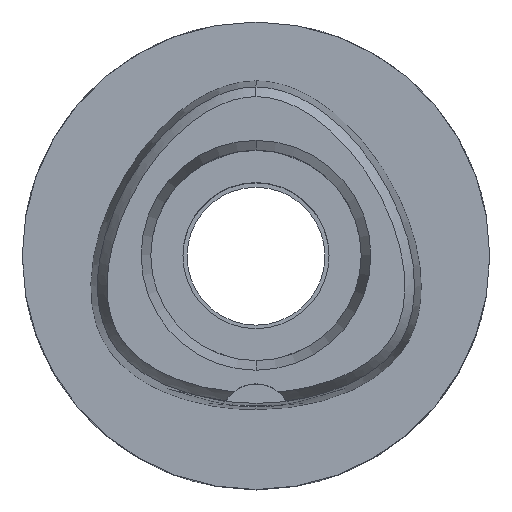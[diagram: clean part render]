
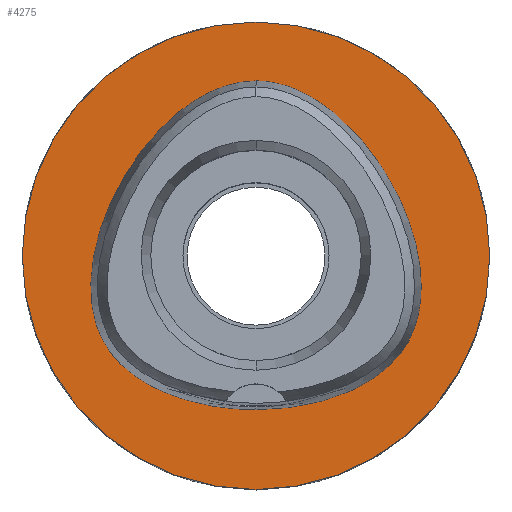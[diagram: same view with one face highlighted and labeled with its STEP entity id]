
A CAD part, top view. The second image highlights one B-rep face of the part: STEP entity #4275.
In plain terms, the highlighted planar face has unit normal (0, 0, 1).
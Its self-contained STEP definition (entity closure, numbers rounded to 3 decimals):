
#43 = FACE_OUTER_BOUND ( 'NONE', #574, .T. ) ;
#73 = CARTESIAN_POINT ( 'NONE',  ( 0., -13.163, 0. ) ) ;
#280 = CARTESIAN_POINT ( 'NONE',  ( -7.162, -12.032, 0. ) ) ;
#295 = DIRECTION ( 'NONE',  ( 0., -1., 0. ) ) ;
#305 = CARTESIAN_POINT ( 'NONE',  ( -9.171, 9.964, 0. ) ) ;
#328 = CARTESIAN_POINT ( 'NONE',  ( 0., 14.963, 0. ) ) ;
#332 = EDGE_CURVE ( 'NONE', #2334, #4506, #4452, .T. ) ;
#333 = CARTESIAN_POINT ( 'NONE',  ( 12.971, -7.489, 0. ) ) ;
#355 = CARTESIAN_POINT ( 'NONE',  ( 13.738, -5.737, 0. ) ) ;
#393 = CARTESIAN_POINT ( 'NONE',  ( 3.782, 14.194, 0. ) ) ;
#541 = AXIS2_PLACEMENT_3D ( 'NONE', #2586, #1479, #807 ) ;
#574 = EDGE_LOOP ( 'NONE', ( #1365, #2173 ) ) ;
#655 = CARTESIAN_POINT ( 'NONE',  ( 0., 0., 0. ) ) ;
#685 = CARTESIAN_POINT ( 'NONE',  ( -1.632, 14.847, 0. ) ) ;
#729 = CARTESIAN_POINT ( 'NONE',  ( 7.162, -12.032, 0. ) ) ;
#745 = EDGE_CURVE ( 'NONE', #847, #2729, #1385, .T. ) ;
#807 = DIRECTION ( 'NONE',  ( 0., 1., 0. ) ) ;
#847 = VERTEX_POINT ( 'NONE', #73 ) ;
#1031 = CARTESIAN_POINT ( 'NONE',  ( 0., -13.163, 0. ) ) ;
#1100 = CARTESIAN_POINT ( 'NONE',  ( 0.544, 14.963, 0. ) ) ;
#1289 = CARTESIAN_POINT ( 'NONE',  ( 0., 14.963, 0. ) ) ;
#1365 = ORIENTED_EDGE ( 'NONE', *, *, #3435, .F. ) ;
#1370 = CARTESIAN_POINT ( 'NONE',  ( 0., 14.963, 0. ) ) ;
#1385 = B_SPLINE_CURVE_WITH_KNOTS ( 'NONE', 3,
 ( #2846, #3610, #4283, #729, #2175, #1811, #3943, #1395, #333, #4351, #355, #1835, #4257, #2138, #1749, #1460, #4674, #3632, #393, #3274, #1100, #1370 ),
 .UNSPECIFIED., .F., .F.,
 ( 4, 1, 1, 1, 1, 1, 1, 1, 1, 1, 1, 1, 1, 1, 1, 1, 1, 1, 1, 4 ),
 ( 0., 0.083, 0.167, 0.208, 0.25, 0.292, 0.312, 0.333, 0.354, 0.375, 0.417, 0.458, 0.5, 0.583, 0.667, 0.75, 0.833, 0.917, 0.958, 1. ),
 .UNSPECIFIED. ) ;
#1395 = CARTESIAN_POINT ( 'NONE',  ( 12.525, -8.174, 0. ) ) ;
#1460 = CARTESIAN_POINT ( 'NONE',  ( 11.503, 6.641, 0. ) ) ;
#1479 = DIRECTION ( 'NONE',  ( 0., 0., -1. ) ) ;
#1486 = DIRECTION ( 'NONE',  ( 0., 0., -1. ) ) ;
#1489 = CARTESIAN_POINT ( 'NONE',  ( 0., 0., 0. ) ) ;
#1530 = CARTESIAN_POINT ( 'NONE',  ( 0., 20., 0. ) ) ;
#1744 = CARTESIAN_POINT ( 'NONE',  ( -4.043, -12.924, 0. ) ) ;
#1749 = CARTESIAN_POINT ( 'NONE',  ( 13.214, 2.96, 0. ) ) ;
#1767 = CARTESIAN_POINT ( 'NONE',  ( -13.738, -5.737, 0. ) ) ;
#1811 = CARTESIAN_POINT ( 'NONE',  ( 10.811, -9.988, 0. ) ) ;
#1823 = PLANE ( 'NONE',  #3717 ) ;
#1835 = CARTESIAN_POINT ( 'NONE',  ( 14.056, -4.369, 0. ) ) ;
#1861 = FACE_BOUND ( 'NONE', #4068, .T. ) ;
#2043 = CARTESIAN_POINT ( 'NONE',  ( -12.525, -8.174, 0. ) ) ;
#2056 = CIRCLE ( 'NONE', #541, 20. ) ;
#2091 = CARTESIAN_POINT ( 'NONE',  ( -0.544, 14.963, 0. ) ) ;
#2114 = CARTESIAN_POINT ( 'NONE',  ( -1.348, -13.163, 0. ) ) ;
#2138 = CARTESIAN_POINT ( 'NONE',  ( 14.001, -0.186, 0. ) ) ;
#2173 = ORIENTED_EDGE ( 'NONE', *, *, #332, .F. ) ;
#2175 = CARTESIAN_POINT ( 'NONE',  ( 9.355, -10.965, 0. ) ) ;
#2334 = VERTEX_POINT ( 'NONE', #4111 ) ;
#2485 = CARTESIAN_POINT ( 'NONE',  ( -11.837, -9.029, 0. ) ) ;
#2506 = CARTESIAN_POINT ( 'NONE',  ( -12.971, -7.489, 0. ) ) ;
#2539 = AXIS2_PLACEMENT_3D ( 'NONE', #655, #1486, #295 ) ;
#2562 = DIRECTION ( 'NONE',  ( 0., 0., -1. ) ) ;
#2581 = ORIENTED_EDGE ( 'NONE', *, *, #745, .F. ) ;
#2586 = CARTESIAN_POINT ( 'NONE',  ( 0., 0., 0. ) ) ;
#2729 = VERTEX_POINT ( 'NONE', #1289 ) ;
#2765 = CARTESIAN_POINT ( 'NONE',  ( -10.811, -9.988, 0. ) ) ;
#2821 = CARTESIAN_POINT ( 'NONE',  ( -14.001, -0.186, 0. ) ) ;
#2846 = CARTESIAN_POINT ( 'NONE',  ( 0., -13.163, 0. ) ) ;
#3266 = ORIENTED_EDGE ( 'NONE', *, *, #3732, .F. ) ;
#3274 = CARTESIAN_POINT ( 'NONE',  ( 1.632, 14.847, 0. ) ) ;
#3435 = EDGE_CURVE ( 'NONE', #4506, #2334, #2056, .T. ) ;
#3488 = CARTESIAN_POINT ( 'NONE',  ( -9.355, -10.965, 0. ) ) ;
#3538 = CARTESIAN_POINT ( 'NONE',  ( -13.214, 2.96, 0. ) ) ;
#3564 = CARTESIAN_POINT ( 'NONE',  ( -3.782, 14.194, 0. ) ) ;
#3610 = CARTESIAN_POINT ( 'NONE',  ( 1.348, -13.163, 0. ) ) ;
#3632 = CARTESIAN_POINT ( 'NONE',  ( 6.373, 12.669, 0. ) ) ;
#3663 = DIRECTION ( 'NONE',  ( 0., -1., 0. ) ) ;
#3717 = AXIS2_PLACEMENT_3D ( 'NONE', #1489, #2562, #3663 ) ;
#3732 = EDGE_CURVE ( 'NONE', #2729, #847, #3874, .T. ) ;
#3874 = B_SPLINE_CURVE_WITH_KNOTS ( 'NONE', 3,
 ( #328, #2091, #685, #3564, #3900, #305, #4227, #3538, #2821, #3940, #4279, #1767, #3919, #2506, #2043, #2485, #2765, #3488, #280, #1744, #2114, #1031 ),
 .UNSPECIFIED., .F., .F.,
 ( 4, 1, 1, 1, 1, 1, 1, 1, 1, 1, 1, 1, 1, 1, 1, 1, 1, 1, 1, 4 ),
 ( 0., 0.042, 0.083, 0.167, 0.25, 0.333, 0.417, 0.5, 0.542, 0.583, 0.625, 0.646, 0.667, 0.688, 0.708, 0.75, 0.792, 0.833, 0.917, 1. ),
 .UNSPECIFIED. ) ;
#3900 = CARTESIAN_POINT ( 'NONE',  ( -6.373, 12.669, 0. ) ) ;
#3919 = CARTESIAN_POINT ( 'NONE',  ( -13.341, -6.76, 0. ) ) ;
#3940 = CARTESIAN_POINT ( 'NONE',  ( -14.173, -2.619, 0. ) ) ;
#3943 = CARTESIAN_POINT ( 'NONE',  ( 11.837, -9.029, 0. ) ) ;
#4068 = EDGE_LOOP ( 'NONE', ( #3266, #2581 ) ) ;
#4111 = CARTESIAN_POINT ( 'NONE',  ( 0., -20., 0. ) ) ;
#4227 = CARTESIAN_POINT ( 'NONE',  ( -11.503, 6.641, 0. ) ) ;
#4257 = CARTESIAN_POINT ( 'NONE',  ( 14.173, -2.619, 0. ) ) ;
#4275 = ADVANCED_FACE ( 'NONE', ( #43, #1861 ), #1823, .F. ) ;
#4279 = CARTESIAN_POINT ( 'NONE',  ( -14.056, -4.369, 0. ) ) ;
#4283 = CARTESIAN_POINT ( 'NONE',  ( 4.043, -12.924, 0. ) ) ;
#4351 = CARTESIAN_POINT ( 'NONE',  ( 13.341, -6.76, 0. ) ) ;
#4452 = CIRCLE ( 'NONE', #2539, 20. ) ;
#4506 = VERTEX_POINT ( 'NONE', #1530 ) ;
#4674 = CARTESIAN_POINT ( 'NONE',  ( 9.171, 9.964, 0. ) ) ;
